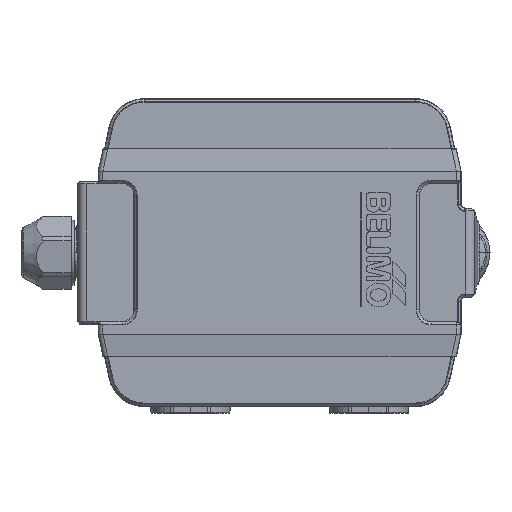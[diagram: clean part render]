
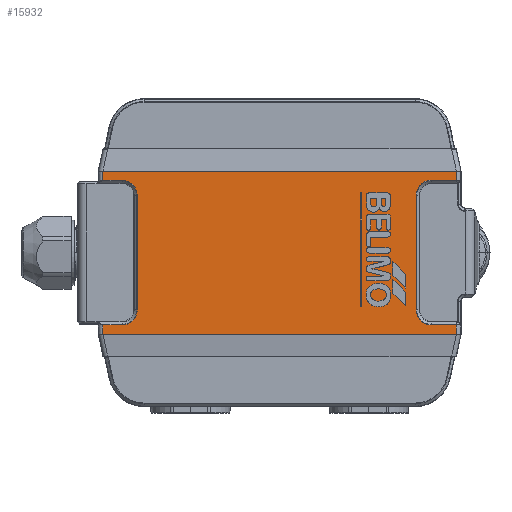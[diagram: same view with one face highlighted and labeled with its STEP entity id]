
A CAD part, top view. The second image highlights one B-rep face of the part: STEP entity #15932.
In plain terms, the highlighted planar face has unit normal (0, 0, 1).
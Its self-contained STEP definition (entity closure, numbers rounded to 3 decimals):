
#2694=ELLIPSE('',#61753,11.9,1.53);
#2695=ELLIPSE('',#61754,11.9,1.53);
#2696=ELLIPSE('',#61757,11.9,1.53);
#2697=ELLIPSE('',#61758,11.9,1.53);
#3852=CIRCLE('',#61751,5.083);
#3853=CIRCLE('',#61752,5.083);
#3854=CIRCLE('',#61755,5.083);
#3855=CIRCLE('',#61756,5.083);
#15414=PLANE('',#61759);
#15932=ADVANCED_FACE('',(#19411),#15414,.T.);
#19411=FACE_OUTER_BOUND('',#22684,.T.);
#22684=EDGE_LOOP('',(#30304,#30305,#30306,#30307,#30308,#30309,#30310,#30311,
#30312,#30313,#30314,#30315,#30316,#30317,#30318,#30319,#30320,#30321,#30322,
#30323));
#26299=LINE('',#82138,#28213);
#26300=LINE('',#82141,#28214);
#26301=LINE('',#82145,#28215);
#26302=LINE('',#82149,#28216);
#26303=LINE('',#82151,#28217);
#26304=LINE('',#82155,#28218);
#26305=LINE('',#82159,#28219);
#26306=LINE('',#82161,#28220);
#26307=LINE('',#82165,#28221);
#26308=LINE('',#82169,#28222);
#26309=LINE('',#82171,#28223);
#26310=LINE('',#82175,#28224);
#28213=VECTOR('',#67819,1.);
#28214=VECTOR('',#67820,1.);
#28215=VECTOR('',#67823,1.);
#28216=VECTOR('',#67826,1.);
#28217=VECTOR('',#67827,1.);
#28218=VECTOR('',#67830,1.);
#28219=VECTOR('',#67833,1.);
#28220=VECTOR('',#67834,1.);
#28221=VECTOR('',#67837,1.);
#28222=VECTOR('',#67840,1.);
#28223=VECTOR('',#67841,1.);
#28224=VECTOR('',#67844,1.);
#30304=ORIENTED_EDGE('',*,*,#50443,.T.);
#30305=ORIENTED_EDGE('',*,*,#50444,.T.);
#30306=ORIENTED_EDGE('',*,*,#50445,.T.);
#30307=ORIENTED_EDGE('',*,*,#50446,.T.);
#30308=ORIENTED_EDGE('',*,*,#50447,.T.);
#30309=ORIENTED_EDGE('',*,*,#50448,.T.);
#30310=ORIENTED_EDGE('',*,*,#50449,.F.);
#30311=ORIENTED_EDGE('',*,*,#50450,.F.);
#30312=ORIENTED_EDGE('',*,*,#50451,.T.);
#30313=ORIENTED_EDGE('',*,*,#50452,.F.);
#30314=ORIENTED_EDGE('',*,*,#50453,.F.);
#30315=ORIENTED_EDGE('',*,*,#50454,.T.);
#30316=ORIENTED_EDGE('',*,*,#50455,.T.);
#30317=ORIENTED_EDGE('',*,*,#50456,.T.);
#30318=ORIENTED_EDGE('',*,*,#50457,.T.);
#30319=ORIENTED_EDGE('',*,*,#50458,.T.);
#30320=ORIENTED_EDGE('',*,*,#50459,.T.);
#30321=ORIENTED_EDGE('',*,*,#50460,.T.);
#30322=ORIENTED_EDGE('',*,*,#50461,.F.);
#30323=ORIENTED_EDGE('',*,*,#50462,.T.);
#45861=VERTEX_POINT('',#82139);
#45862=VERTEX_POINT('',#82140);
#45863=VERTEX_POINT('',#82142);
#45864=VERTEX_POINT('',#82144);
#45865=VERTEX_POINT('',#82146);
#45866=VERTEX_POINT('',#82148);
#45867=VERTEX_POINT('',#82150);
#45868=VERTEX_POINT('',#82152);
#45869=VERTEX_POINT('',#82154);
#45870=VERTEX_POINT('',#82156);
#45871=VERTEX_POINT('',#82158);
#45872=VERTEX_POINT('',#82160);
#45873=VERTEX_POINT('',#82162);
#45874=VERTEX_POINT('',#82164);
#45875=VERTEX_POINT('',#82166);
#45876=VERTEX_POINT('',#82168);
#45877=VERTEX_POINT('',#82170);
#45878=VERTEX_POINT('',#82172);
#45879=VERTEX_POINT('',#82174);
#45880=VERTEX_POINT('',#82176);
#50443=EDGE_CURVE('',#45861,#45862,#26299,.T.);
#50444=EDGE_CURVE('',#45862,#45863,#26300,.T.);
#50445=EDGE_CURVE('',#45863,#45864,#3852,.T.);
#50446=EDGE_CURVE('',#45864,#45865,#26301,.T.);
#50447=EDGE_CURVE('',#45865,#45866,#3853,.T.);
#50448=EDGE_CURVE('',#45866,#45867,#26302,.T.);
#50449=EDGE_CURVE('',#45868,#45867,#26303,.T.);
#50450=EDGE_CURVE('',#45869,#45868,#2694,.T.);
#50451=EDGE_CURVE('',#45869,#45870,#26304,.T.);
#50452=EDGE_CURVE('',#45871,#45870,#2695,.T.);
#50453=EDGE_CURVE('',#45872,#45871,#26305,.T.);
#50454=EDGE_CURVE('',#45872,#45873,#26306,.T.);
#50455=EDGE_CURVE('',#45873,#45874,#3854,.T.);
#50456=EDGE_CURVE('',#45874,#45875,#26307,.T.);
#50457=EDGE_CURVE('',#45875,#45876,#3855,.T.);
#50458=EDGE_CURVE('',#45876,#45877,#26308,.T.);
#50459=EDGE_CURVE('',#45877,#45878,#26309,.T.);
#50460=EDGE_CURVE('',#45878,#45879,#2696,.T.);
#50461=EDGE_CURVE('',#45880,#45879,#26310,.T.);
#50462=EDGE_CURVE('',#45880,#45861,#2697,.T.);
#61751=AXIS2_PLACEMENT_3D('',#82143,#67821,#67822);
#61752=AXIS2_PLACEMENT_3D('',#82147,#67824,#67825);
#61753=AXIS2_PLACEMENT_3D('',#82153,#67828,#67829);
#61754=AXIS2_PLACEMENT_3D('',#82157,#67831,#67832);
#61755=AXIS2_PLACEMENT_3D('',#82163,#67835,#67836);
#61756=AXIS2_PLACEMENT_3D('',#82167,#67838,#67839);
#61757=AXIS2_PLACEMENT_3D('',#82173,#67842,#67843);
#61758=AXIS2_PLACEMENT_3D('',#82177,#67845,#67846);
#61759=AXIS2_PLACEMENT_3D('',#82178,#67847,#67848);
#67819=DIRECTION('',(0.,-1.,0.));
#67820=DIRECTION('',(1.,0.,0.));
#67821=DIRECTION('',(0.,0.,-1.));
#67822=DIRECTION('',(-1.,0.,0.));
#67823=DIRECTION('',(0.,-1.,0.));
#67824=DIRECTION('',(0.,0.,-1.));
#67825=DIRECTION('',(-1.,0.,0.));
#67826=DIRECTION('',(-1.,0.,0.));
#67827=DIRECTION('',(0.,1.,0.));
#67828=DIRECTION('',(0.,0.,-1.));
#67829=DIRECTION('',(0.205,-0.979,0.));
#67830=DIRECTION('',(1.,0.,0.));
#67831=DIRECTION('',(0.,0.,-1.));
#67832=DIRECTION('',(0.205,0.979,0.));
#67833=DIRECTION('',(0.,-1.,0.));
#67834=DIRECTION('',(-1.,0.,0.));
#67835=DIRECTION('',(0.,0.,-1.));
#67836=DIRECTION('',(-1.,0.,0.));
#67837=DIRECTION('',(0.,1.,0.));
#67838=DIRECTION('',(0.,0.,-1.));
#67839=DIRECTION('',(-1.,0.,0.));
#67840=DIRECTION('',(1.,0.,0.));
#67841=DIRECTION('',(0.,1.,0.));
#67842=DIRECTION('',(0.,0.,1.));
#67843=DIRECTION('',(0.205,-0.979,0.));
#67844=DIRECTION('',(1.,0.,0.));
#67845=DIRECTION('',(0.,0.,1.));
#67846=DIRECTION('',(0.205,0.979,0.));
#67847=DIRECTION('',(0.,0.,1.));
#67848=DIRECTION('',(1.,0.,0.));
#82138=CARTESIAN_POINT('',(-59.434,27.399,48.));
#82139=CARTESIAN_POINT('',(-59.434,27.399,48.));
#82140=CARTESIAN_POINT('',(-59.434,24.333,48.));
#82141=CARTESIAN_POINT('',(-59.434,24.333,48.));
#82142=CARTESIAN_POINT('',(-53.,24.333,48.));
#82143=CARTESIAN_POINT('',(-53.,19.25,48.));
#82144=CARTESIAN_POINT('',(-47.917,19.25,48.));
#82145=CARTESIAN_POINT('',(-47.917,19.25,48.));
#82146=CARTESIAN_POINT('',(-47.917,-19.25,48.));
#82147=CARTESIAN_POINT('',(-53.,-19.25,48.));
#82148=CARTESIAN_POINT('',(-53.,-24.333,48.));
#82149=CARTESIAN_POINT('',(-53.,-24.333,48.));
#82150=CARTESIAN_POINT('',(-59.434,-24.333,48.));
#82151=CARTESIAN_POINT('',(-59.434,-27.399,48.));
#82152=CARTESIAN_POINT('',(-59.434,-27.399,48.));
#82153=CARTESIAN_POINT('',(-61.809,-15.748,48.));
#82154=CARTESIAN_POINT('',(-59.415,-27.4,48.));
#82155=CARTESIAN_POINT('',(-59.415,-27.4,48.));
#82156=CARTESIAN_POINT('',(59.415,-27.4,48.));
#82157=CARTESIAN_POINT('',(61.809,-15.748,48.));
#82158=CARTESIAN_POINT('',(59.434,-27.399,48.));
#82159=CARTESIAN_POINT('',(59.434,-24.333,48.));
#82160=CARTESIAN_POINT('',(59.434,-24.333,48.));
#82161=CARTESIAN_POINT('',(59.434,-24.333,48.));
#82162=CARTESIAN_POINT('',(51.,-24.333,48.));
#82163=CARTESIAN_POINT('',(51.,-19.25,48.));
#82164=CARTESIAN_POINT('',(45.917,-19.25,48.));
#82165=CARTESIAN_POINT('',(45.917,-19.25,48.));
#82166=CARTESIAN_POINT('',(45.917,19.25,48.));
#82167=CARTESIAN_POINT('',(51.,19.25,48.));
#82168=CARTESIAN_POINT('',(51.,24.333,48.));
#82169=CARTESIAN_POINT('',(51.,24.333,48.));
#82170=CARTESIAN_POINT('',(59.434,24.333,48.));
#82171=CARTESIAN_POINT('',(59.434,24.333,48.));
#82172=CARTESIAN_POINT('',(59.434,27.399,48.));
#82173=CARTESIAN_POINT('',(61.809,15.748,48.));
#82174=CARTESIAN_POINT('',(59.415,27.4,48.));
#82175=CARTESIAN_POINT('',(-59.415,27.4,48.));
#82176=CARTESIAN_POINT('',(-59.415,27.4,48.));
#82177=CARTESIAN_POINT('',(-61.809,15.748,48.));
#82178=CARTESIAN_POINT('',(-53.,19.25,48.));
